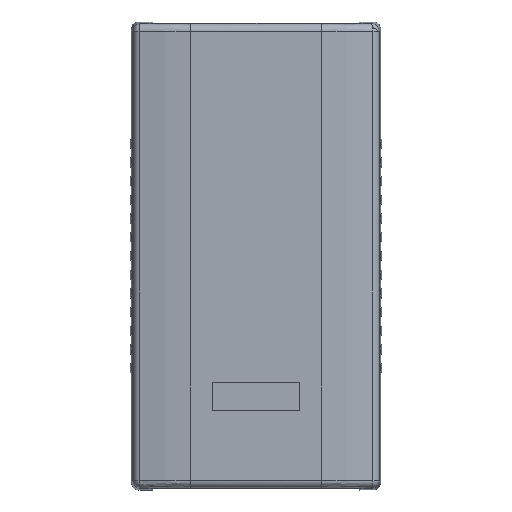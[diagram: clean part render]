
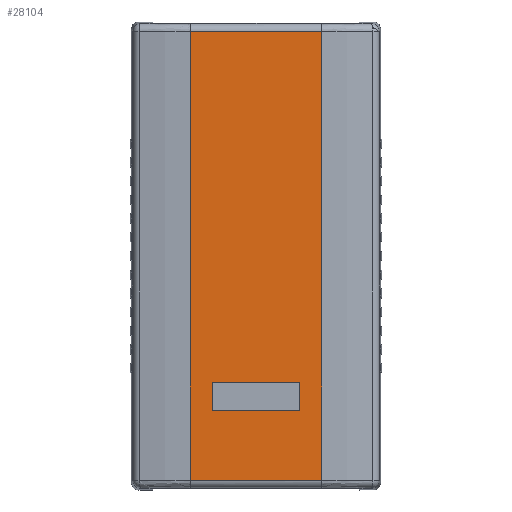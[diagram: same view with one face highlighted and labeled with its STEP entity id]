
A CAD part, top view. The second image highlights one B-rep face of the part: STEP entity #28104.
In plain terms, the highlighted planar face has unit normal (0, 0, 1).
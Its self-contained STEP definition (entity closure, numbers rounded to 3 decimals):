
#12025 = CARTESIAN_POINT ( 'NONE',  ( 2364.194, 1837.073, -54.281 ) ) ;
#12147 = CARTESIAN_POINT ( 'NONE',  ( 2406.194, 1693.39, -54.281 ) ) ;
#12278 = CARTESIAN_POINT ( 'NONE',  ( 2364.194, 1693.39, -54.281 ) ) ;
#12362 = CARTESIAN_POINT ( 'NONE',  ( 2406.194, 1837.073, -54.281 ) ) ;
#12498 = CARTESIAN_POINT ( 'NONE',  ( 2399.194, 1715.731, -54.281 ) ) ;
#12499 = DIRECTION ( 'NONE',  ( 1., 0., 0. ) ) ;
#12500 = VECTOR ( 'NONE', #12499, 1000. ) ;
#12501 = CARTESIAN_POINT ( 'NONE',  ( 2385.194, 1715.731, -54.281 ) ) ;
#12507 = LINE ( 'NONE', #12501, #12500 ) ;
#12513 = DIRECTION ( 'NONE',  ( -1., 0., 0. ) ) ;
#12514 = VECTOR ( 'NONE', #12513, 1000. ) ;
#12515 = CARTESIAN_POINT ( 'NONE',  ( 2385.194, 1724.731, -54.281 ) ) ;
#12516 = LINE ( 'NONE', #12515, #12514 ) ;
#12547 = CARTESIAN_POINT ( 'NONE',  ( 2385.194, 1837.073, -54.281 ) ) ;
#12548 = LINE ( 'NONE', #12547, #12607 ) ;
#12549 = DIRECTION ( 'NONE',  ( -1., 0., 0. ) ) ;
#12550 = DIRECTION ( 'NONE',  ( 0., 0., -1. ) ) ;
#12551 = CARTESIAN_POINT ( 'NONE',  ( 2385.194, 1765.231, -54.281 ) ) ;
#12552 = AXIS2_PLACEMENT_3D ( 'NONE', #12551, #12550, #12549 ) ;
#12553 = PLANE ( 'NONE',  #12552 ) ;
#12554 = FACE_BOUND ( 'NONE', #28161, .T. ) ;
#12555 = FACE_OUTER_BOUND ( 'NONE', #28105, .T. ) ;
#12556 = DIRECTION ( 'NONE',  ( -1., 0., 0. ) ) ;
#12557 = VECTOR ( 'NONE', #12556, 1000. ) ;
#12558 = CARTESIAN_POINT ( 'NONE',  ( 2385.194, 1693.39, -54.281 ) ) ;
#12559 = LINE ( 'NONE', #12558, #12557 ) ;
#12570 = CARTESIAN_POINT ( 'NONE',  ( 2371.194, 1715.731, -54.281 ) ) ;
#12571 = DIRECTION ( 'NONE',  ( 0., -1., 0. ) ) ;
#12572 = VECTOR ( 'NONE', #12571, 1000. ) ;
#12573 = CARTESIAN_POINT ( 'NONE',  ( 2371.194, 1765.231, -54.281 ) ) ;
#12574 = LINE ( 'NONE', #12573, #12572 ) ;
#12575 = CARTESIAN_POINT ( 'NONE',  ( 2371.194, 1724.731, -54.281 ) ) ;
#12580 = DIRECTION ( 'NONE',  ( 0., 1., 0. ) ) ;
#12581 = VECTOR ( 'NONE', #12580, 1000. ) ;
#12582 = CARTESIAN_POINT ( 'NONE',  ( 2364.194, 1765.231, -54.281 ) ) ;
#12583 = LINE ( 'NONE', #12582, #12581 ) ;
#12596 = DIRECTION ( 'NONE',  ( 0., -1., 0. ) ) ;
#12597 = VECTOR ( 'NONE', #12596, 1000. ) ;
#12598 = CARTESIAN_POINT ( 'NONE',  ( 2406.194, 1765.231, -54.281 ) ) ;
#12599 = LINE ( 'NONE', #12598, #12597 ) ;
#12606 = DIRECTION ( 'NONE',  ( 1., 0., 0. ) ) ;
#12607 = VECTOR ( 'NONE', #12606, 1000. ) ;
#12631 = CARTESIAN_POINT ( 'NONE',  ( 2399.194, 1724.731, -54.281 ) ) ;
#12632 = DIRECTION ( 'NONE',  ( 0., 1., 0. ) ) ;
#12633 = VECTOR ( 'NONE', #12632, 1000. ) ;
#12634 = CARTESIAN_POINT ( 'NONE',  ( 2399.194, 1765.231, -54.281 ) ) ;
#12635 = LINE ( 'NONE', #12634, #12633 ) ;
#27991 = VERTEX_POINT ( 'NONE', #12025 ) ;
#28023 = VERTEX_POINT ( 'NONE', #12147 ) ;
#28047 = VERTEX_POINT ( 'NONE', #12278 ) ;
#28055 = VERTEX_POINT ( 'NONE', #12362 ) ;
#28065 = EDGE_CURVE ( 'NONE', #28137, #28089, #12516, .T. ) ;
#28073 = EDGE_CURVE ( 'NONE', #28092, #28074, #12507, .T. ) ;
#28074 = VERTEX_POINT ( 'NONE', #12498 ) ;
#28089 = VERTEX_POINT ( 'NONE', #12575 ) ;
#28091 = EDGE_CURVE ( 'NONE', #28089, #28092, #12574, .T. ) ;
#28092 = VERTEX_POINT ( 'NONE', #12570 ) ;
#28102 = EDGE_CURVE ( 'NONE', #28023, #28047, #12559, .T. ) ;
#28104 = ADVANCED_FACE ( 'NONE', ( #12555, #12554 ), #12553, .F. ) ;
#28105 = EDGE_LOOP ( 'NONE', ( #28106, #28107, #28108, #28109 ) ) ;
#28106 = ORIENTED_EDGE ( 'NONE', *, *, #28119, .F. ) ;
#28107 = ORIENTED_EDGE ( 'NONE', *, *, #28112, .F. ) ;
#28108 = ORIENTED_EDGE ( 'NONE', *, *, #28127, .F. ) ;
#28109 = ORIENTED_EDGE ( 'NONE', *, *, #28102, .F. ) ;
#28112 = EDGE_CURVE ( 'NONE', #27991, #28055, #12548, .T. ) ;
#28119 = EDGE_CURVE ( 'NONE', #28055, #28023, #12599, .T. ) ;
#28127 = EDGE_CURVE ( 'NONE', #28047, #27991, #12583, .T. ) ;
#28136 = EDGE_CURVE ( 'NONE', #28074, #28137, #12635, .T. ) ;
#28137 = VERTEX_POINT ( 'NONE', #12631 ) ;
#28161 = EDGE_LOOP ( 'NONE', ( #28162, #28163, #28164, #28165 ) ) ;
#28162 = ORIENTED_EDGE ( 'NONE', *, *, #28136, .F. ) ;
#28163 = ORIENTED_EDGE ( 'NONE', *, *, #28073, .F. ) ;
#28164 = ORIENTED_EDGE ( 'NONE', *, *, #28091, .F. ) ;
#28165 = ORIENTED_EDGE ( 'NONE', *, *, #28065, .F. ) ;
